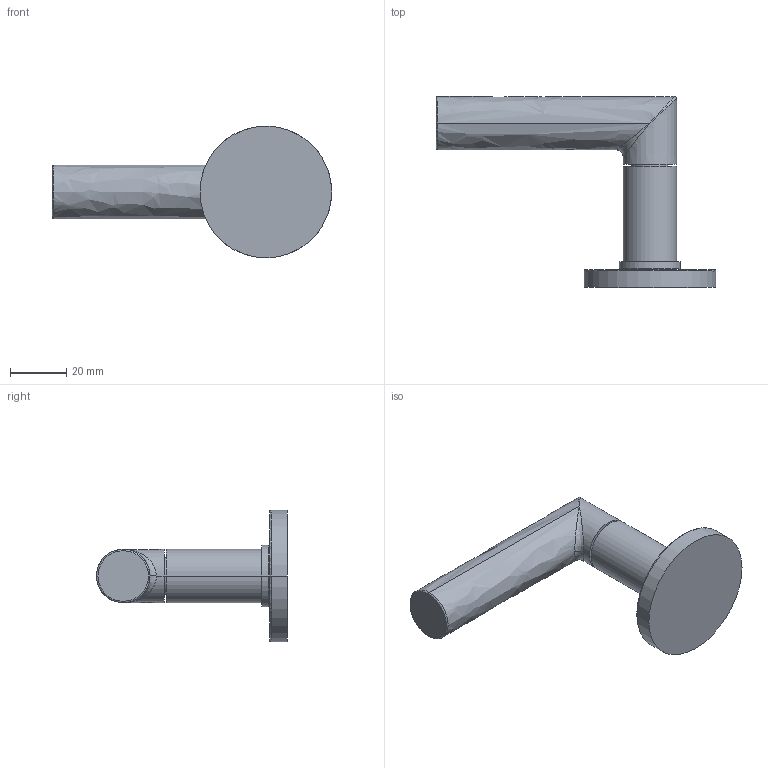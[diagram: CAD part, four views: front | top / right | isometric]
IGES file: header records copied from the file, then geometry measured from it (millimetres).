
Start section:  PTC IGES file: 12484.igs
Global section: file name: 12484.igs; native system: Creo Parametric by PTC Inc.; preprocessor: 2018400; author: jinson.thomas; organization: Unknown; date: 20210104.110419; units: inch
Bounding box: 99.69 x 68.12 x 46.99 mm (x, y, z)
Volume: 47724.9 mm3; surface area: 14325.8 mm2
Topology: 1 solids, 2 shells, 33 faces, 64 edges, 40 vertices
Faces by surface type: revolution 20, bspline 13
